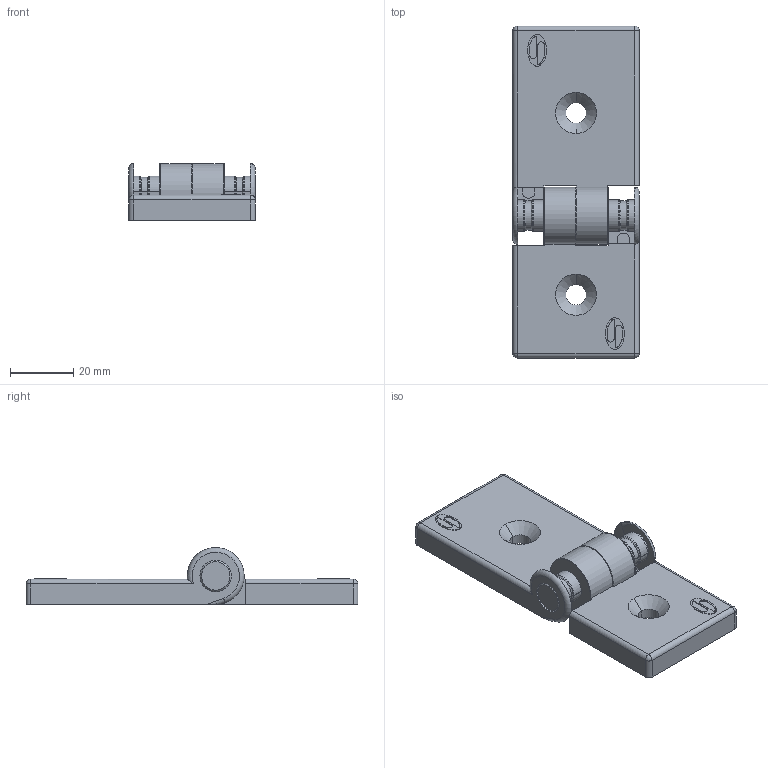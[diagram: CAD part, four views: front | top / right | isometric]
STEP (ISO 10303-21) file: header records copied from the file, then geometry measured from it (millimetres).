
FILE_DESCRIPTION((''),'2;1');
FILE_NAME('12072_TECAJ_PA_45X60_ASM','2022-09-19T07:45:32',('PredragRovcanin'),('Audax d.o.o.'),'CREO PARAMETRIC BY PTC INC, 2020281','CREO PARAMETRIC BY PTC INC, 2020281','');
FILE_SCHEMA(('AP242_MANAGED_MODEL_BASED_3D_ENGINEERING_MIM_LF { 1 0 10303 442 1 1 4 }'));
Length unit declared in the file: millimetre
Products named in the file (4): 12072_TECAJ_PA_45X60_A; 12072_TECAJ_PA_45X60_B; 12072_TECAJ_PA_45X60_C; 12072_TECAJ_PA_45X60_ASM
Assembly tree (3 placements, depth 2):
  12072_TECAJ_PA_45X60_ASM
    12072_TECAJ_PA_45X60_A
    12072_TECAJ_PA_45X60_B
    12072_TECAJ_PA_45X60_C
Bounding box: 40 x 105 x 17.99 mm (x, y, z)
Volume: 20759.4 mm3; surface area: 17422.6 mm2
Topology: 3 solids, 3 shells, 243 faces, 616 edges, 412 vertices
Faces by surface type: cylinder 115, plane 90, cone 24, extrusion 8, sphere 4, torus 2
Entity records: 10228 total; most frequent: CARTESIAN_POINT 1495, DIRECTION 1398, ORIENTED_EDGE 1190, PRESENTATION_STYLE_ASSIGNMENT 625, STYLED_ITEM 625, CURVE_STYLE 615, EDGE_CURVE 595, AXIS2_PLACEMENT_3D 518
